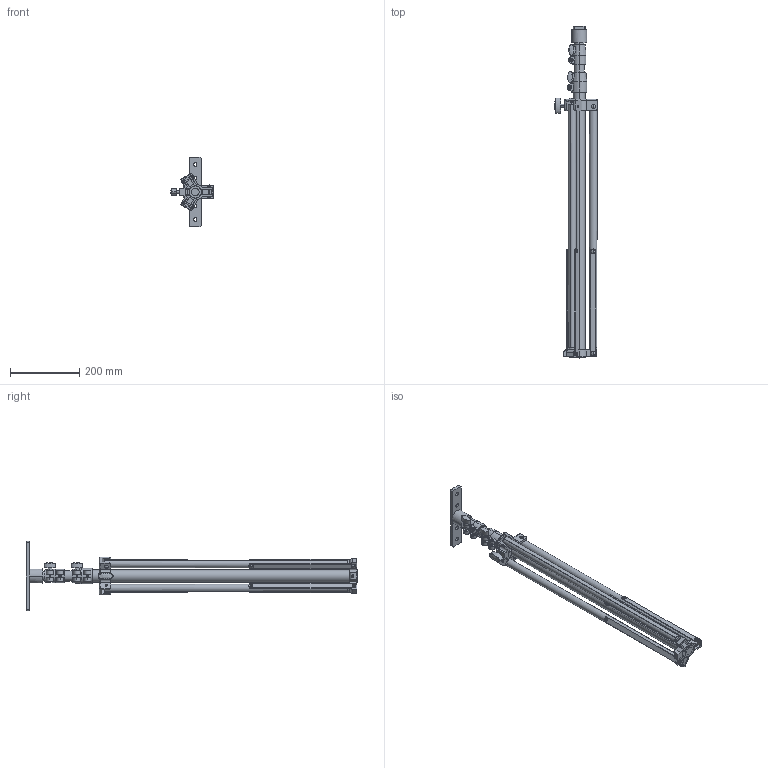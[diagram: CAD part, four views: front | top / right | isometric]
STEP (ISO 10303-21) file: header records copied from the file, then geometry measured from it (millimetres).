
FILE_DESCRIPTION (( 'STEP AP214' ), '1' );
FILE_NAME ('ALU-TP-158 Retracted.STEP', '2015-04-22T13:03:55', ( '' ), ( '' ), 'SwSTEP 2.0', 'SolidWorks 2015', '' );
FILE_SCHEMA (( 'AUTOMOTIVE_DESIGN' ));
Length unit declared in the file: inch
Products named in the file (20): ALU-TP-158 Leg Brace; ALU-TP-158 Leg; ALU-TP-158 Slider; ALU-TP-158 Brace Mount; TPM Assembly_Retracted; Knob; hex nut_ai_HNUT 0.2500-20-D-N; socket head cap screw_ai_HX-SHCS 0.25-20x0.875x0.875-S; hex screw_ai_PL-HHMS 0.19-32x1.25x1.25-S; flat washer type b regular_ai_Regular FW 0.19; socket set screw flat point_ai_SSFLATSKT 0.25-20x0.75-HX-N; ALU-TP-158 Knob; standard head; ALU-TP-158 Slider Set_Base Set; One legged tripod Retracted; ALU-TP-158 Slider Set; Bolt Cap; ALU-TP-158 Retracted; round head bolt_ai_RHBOLT 0.19-24x1.25x.75-N; round head bolt_ai_RHBOLT 0.19-24x1x.75-N
Assembly tree (46 placements, depth 3):
  ALU-TP-158 Retracted
    TPM Assembly_Retracted
      One legged tripod Retracted
      standard head
      flat washer type b regular_ai_Regular FW 0.19  x2
      hex screw_ai_PL-HHMS 0.19-32x1.25x1.25-S  x2
      socket head cap screw_ai_HX-SHCS 0.25-20x0.875x0.875-S  x2
      hex nut_ai_HNUT 0.2500-20-D-N  x2
      Knob  x2
    ALU-TP-158 Brace Mount
    ALU-TP-158 Slider
    ALU-TP-158 Leg  x3
    ALU-TP-158 Leg Brace  x6
    round head bolt_ai_RHBOLT 0.19-24x1x.75-N  x6
    round head bolt_ai_RHBOLT 0.19-24x1.25x.75-N  x3
    Bolt Cap  x9
    ALU-TP-158 Slider Set
    ALU-TP-158 Slider Set_Base Set
    ALU-TP-158 Knob
    socket set screw flat point_ai_SSFLATSKT 0.25-20x0.75-HX-N
Bounding box: 122.96 x 955.42 x 198.93 mm (x, y, z)
Volume: 1057363.2 mm3; surface area: 624412.3 mm2
Topology: 48 solids, 48 shells, 1496 faces, 3659 edges, 2316 vertices
Faces by surface type: cylinder 564, cone 524, plane 316, torus 63, sphere 18, bspline 11
Entity records: 26895 total; most frequent: CARTESIAN_POINT 5523, DIRECTION 4674, ORIENTED_EDGE 4044, EDGE_CURVE 2022, AXIS2_PLACEMENT_3D 1885, VERTEX_POINT 1286, CIRCLE 1035, EDGE_LOOP 916
